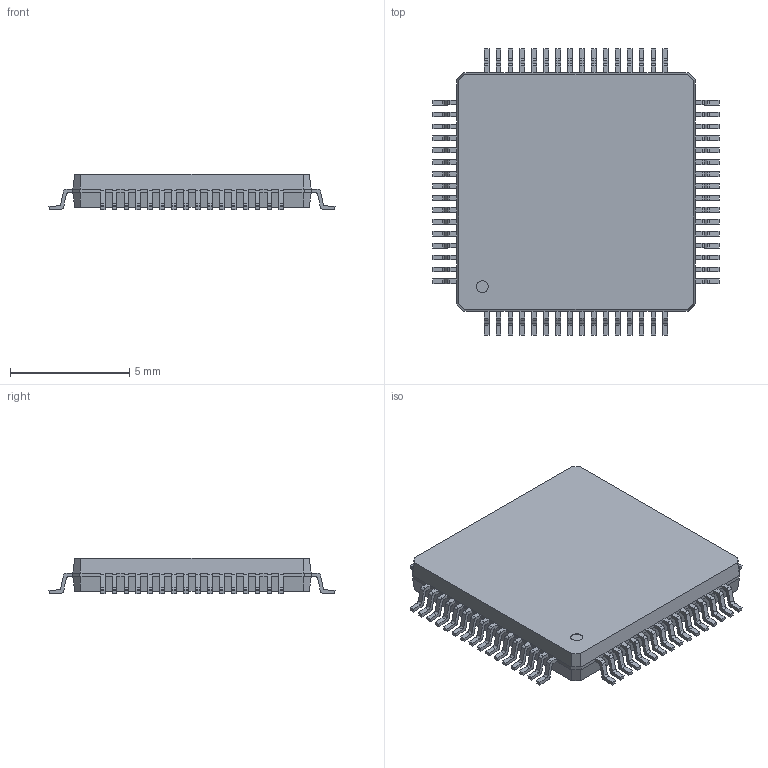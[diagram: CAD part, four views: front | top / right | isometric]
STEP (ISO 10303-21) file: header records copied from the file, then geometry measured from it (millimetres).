
FILE_DESCRIPTION(/* description */ ('Unknown'),/* implementation_level */ '2;1');
FILE_NAME(/* name */ 'R7FA6E2BB3CFM#BA0',/* time_stamp */ '2024-03-04T16:40:19+02:00',/* author */ ('Unknown'),/* organization */ ('Unknown'),/* preprocessor_version */ 'ST-DEVELOPER v18.102',/* originating_system */ 'Solid Edge',/* authorisation */ 'Unknown');
FILE_SCHEMA (('AUTOMOTIVE_DESIGN {1 0 10303 214 3 1 1}'));
Length unit declared in the file: millimetre
Products named in the file (1): R7FA6E2BB3CFM#BA0
Bounding box: 12 x 12 x 1.5 mm (x, y, z)
Volume: 140.7 mm3; surface area: 316.4 mm2
Topology: 1 solids, 1 shells, 924 faces, 2491 edges, 1570 vertices
Faces by surface type: plane 667, cylinder 257
Full cylindrical faces by diameter (mm): 0.5 x1
Entity records: 34980 total; most frequent: CARTESIAN_POINT 4985, ORIENTED_EDGE 4980, DIRECTION 4854, EDGE_CURVE 2490, LINE 1976, VECTOR 1976, VERTEX_POINT 1570, AXIS2_PLACEMENT_3D 1439
